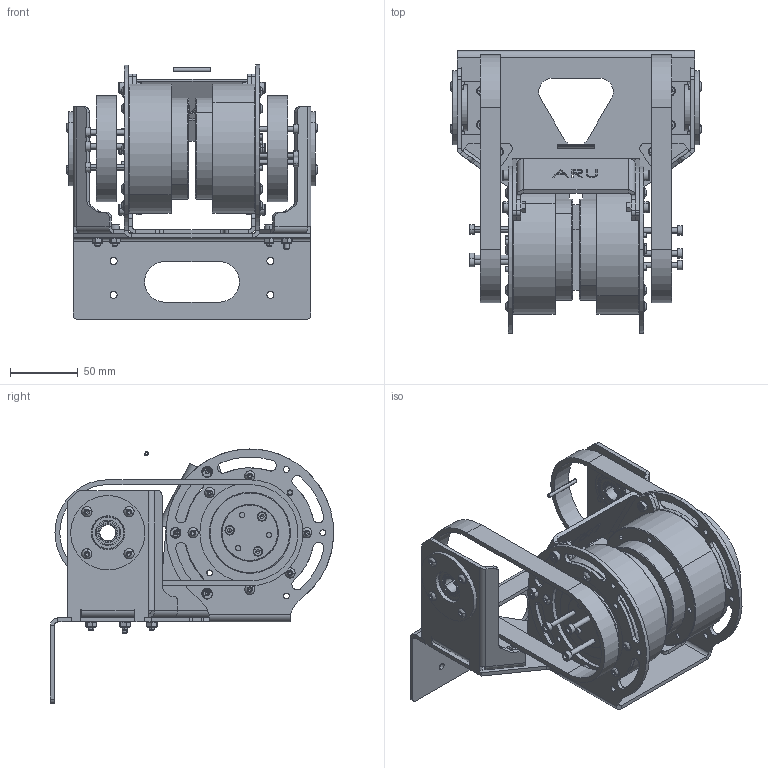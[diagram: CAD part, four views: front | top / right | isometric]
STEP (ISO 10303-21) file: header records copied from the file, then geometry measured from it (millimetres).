
FILE_DESCRIPTION (( 'STEP AP214' ), '1' );
FILE_NAME ('diff_assem_comp.STEP', '2025-06-12T07:24:14', ( '' ), ( '' ), 'SwSTEP 2.0', 'SolidWorks 2024', '' );
FILE_SCHEMA (( 'AUTOMOTIVE_DESIGN' ));
Length unit declared in the file: millimetre
Products named in the file (24): prevailing torque hex nut_am_AM-M4-N; skf_bearing_6001-2rsh_2; SHS4-8_SHS4-8; diff_assem_comp; motor_back_case; BLKS-SM002-diff_side_plate_shaft_left_rib; skf_bearing_6001-2rsh_2_02; BLKS-M001-diff_shaft_bearing_seat; socket button head cap screw_am_B18.3.4M - 4 x 0.7 x 8 SBHCS --N; BLKS-SM003-diff_side_plate_shaft_right_rib; skf_bearing_6001-2rsh_2_03; PT-450-5M; skf_bearing_6001-2rsh_2_04; socket head cap screw_am_B18.3.1M - 4 x 0.7 x 12 Hex SHCS -- 12NHX; motor_assem; BLKS-SM009-Diff_rib; BLKS-SM011-motor-gaurd; spring pin coiled_hd_am_Coiled Spring Pin Metric HD-3x28-St; BLKS-SM001-diff_back_plate; motor_shaft; socket head cap screw_am_B18.3.1M - 4 x 0.7 x 30 Hex SHCS -- 20NHX; skf_bearing_6001-2rsh_2_01; skf_bearing_6001-2rsh_2_05
Assembly tree (76 placements, depth 3):
  diff_assem_comp
    BLKS-SM001-diff_back_plate
    skf_bearing_6001-2rsh_2  x2
      skf_bearing_6001-2rsh_2_01
      skf_bearing_6001-2rsh_2_02
      skf_bearing_6001-2rsh_2_03
      skf_bearing_6001-2rsh_2_04
      skf_bearing_6001-2rsh_2_05
    BLKS-M001-diff_shaft_bearing_seat  x2
    motor_assem
      motor_back_case
      motor_shaft
    motor_assem
      motor_back_case
      motor_shaft
    socket head cap screw_am_B18.3.1M - 4 x 0.7 x 12 Hex SHCS -- 12NHX  x6
    socket button head cap screw_am_B18.3.4M - 4 x 0.7 x 8 SBHCS --N  x23
    prevailing torque hex nut_am_AM-M4-N  x12
    SHS4-8_SHS4-8  x6
    socket head cap screw_am_B18.3.1M - 4 x 0.7 x 30 Hex SHCS -- 20NHX  x6
    spring pin coiled_hd_am_Coiled Spring Pin Metric HD-3x28-St
    BLKS-SM009-Diff_rib
    BLKS-SM002-diff_side_plate_shaft_left_rib
    BLKS-SM003-diff_side_plate_shaft_right_rib
    PT-450-5M  x2
    BLKS-SM011-motor-gaurd
Bounding box: 186.4 x 209.42 x 188 mm (x, y, z)
Volume: 868546.7 mm3; surface area: 318546.8 mm2
Topology: 77 solids, 77 shells, 3410 faces, 8355 edges, 5229 vertices
Faces by surface type: plane 1582, cylinder 761, cone 500, bspline 279, torus 210, sphere 78
Entity records: 38651 total; most frequent: CARTESIAN_POINT 10250, DIRECTION 5937, ORIENTED_EDGE 5558, EDGE_CURVE 2779, AXIS2_PLACEMENT_3D 2237, VERTEX_POINT 1786, LINE 1463, VECTOR 1463
